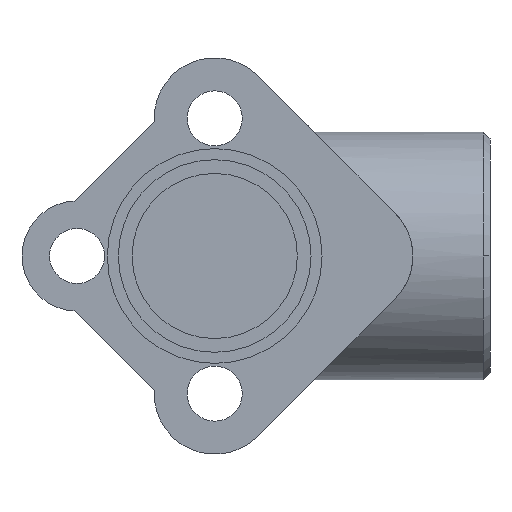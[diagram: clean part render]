
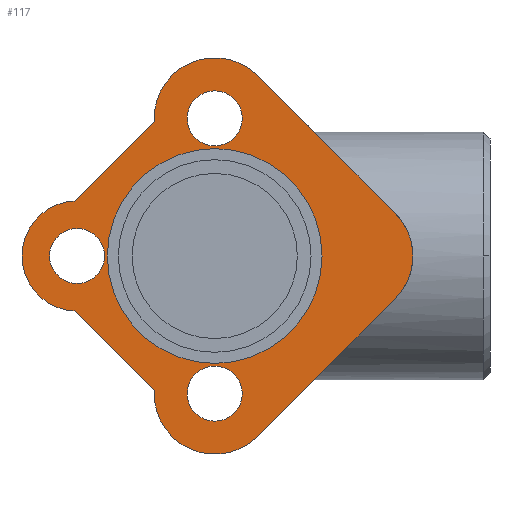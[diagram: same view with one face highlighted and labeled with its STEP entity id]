
A CAD part, front view. The second image highlights one B-rep face of the part: STEP entity #117.
In plain terms, the highlighted planar face has unit normal (0, -1, 0).
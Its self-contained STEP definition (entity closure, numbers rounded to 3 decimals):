
#117=ADVANCED_FACE('',(#210,#211,#212,#213,#214),#215,.F.);
#210=FACE_BOUND('',#308,.T.);
#211=FACE_BOUND('',#309,.T.);
#212=FACE_BOUND('',#310,.T.);
#213=FACE_BOUND('',#311,.T.);
#214=FACE_OUTER_BOUND('',#312,.T.);
#215=PLANE('',#313);
#308=EDGE_LOOP('',(#659,#660));
#309=EDGE_LOOP('',(#661,#662));
#310=EDGE_LOOP('',(#663,#664));
#311=EDGE_LOOP('',(#665,#666));
#312=EDGE_LOOP('',(#667,#668,#669,#670,#671,#672,#673,#674,#675,#676,#677));
#313=AXIS2_PLACEMENT_3D('',#678,#679,#680);
#659=ORIENTED_EDGE('',*,*,#807,.T.);
#660=ORIENTED_EDGE('',*,*,#691,.T.);
#661=ORIENTED_EDGE('',*,*,#805,.T.);
#662=ORIENTED_EDGE('',*,*,#695,.T.);
#663=ORIENTED_EDGE('',*,*,#804,.T.);
#664=ORIENTED_EDGE('',*,*,#699,.T.);
#665=ORIENTED_EDGE('',*,*,#803,.T.);
#666=ORIENTED_EDGE('',*,*,#703,.T.);
#667=ORIENTED_EDGE('',*,*,#802,.T.);
#668=ORIENTED_EDGE('',*,*,#707,.T.);
#669=ORIENTED_EDGE('',*,*,#801,.F.);
#670=ORIENTED_EDGE('',*,*,#799,.F.);
#671=ORIENTED_EDGE('',*,*,#711,.F.);
#672=ORIENTED_EDGE('',*,*,#798,.T.);
#673=ORIENTED_EDGE('',*,*,#796,.F.);
#674=ORIENTED_EDGE('',*,*,#794,.T.);
#675=ORIENTED_EDGE('',*,*,#713,.F.);
#676=ORIENTED_EDGE('',*,*,#793,.F.);
#677=ORIENTED_EDGE('',*,*,#791,.T.);
#678=CARTESIAN_POINT('',(10.0,0.,-10.0));
#679=DIRECTION('',(0.,1.0,0.));
#680=DIRECTION('',(0.707,0.0,0.707));
#691=EDGE_CURVE('',#809,#813,#815,.T.);
#695=EDGE_CURVE('',#817,#821,#823,.T.);
#699=EDGE_CURVE('',#825,#829,#831,.T.);
#703=EDGE_CURVE('',#833,#837,#839,.T.);
#707=EDGE_CURVE('',#841,#845,#847,.T.);
#711=EDGE_CURVE('',#853,#849,#855,.T.);
#713=EDGE_CURVE('',#856,#859,#860,.T.);
#791=EDGE_CURVE('',#986,#984,#987,.T.);
#793=EDGE_CURVE('',#986,#856,#989,.T.);
#794=EDGE_CURVE('',#990,#859,#991,.T.);
#796=EDGE_CURVE('',#990,#993,#994,.T.);
#798=EDGE_CURVE('',#853,#993,#996,.T.);
#799=EDGE_CURVE('',#849,#997,#998,.T.);
#801=EDGE_CURVE('',#997,#845,#1000,.T.);
#802=EDGE_CURVE('',#984,#841,#1001,.T.);
#803=EDGE_CURVE('',#837,#833,#1002,.T.);
#804=EDGE_CURVE('',#829,#825,#1003,.T.);
#805=EDGE_CURVE('',#821,#817,#1004,.T.);
#807=EDGE_CURVE('',#813,#809,#1006,.T.);
#809=VERTEX_POINT('',#1008);
#813=VERTEX_POINT('',#1013);
#815=CIRCLE('',#1016,15.6);
#817=VERTEX_POINT('',#1018);
#821=VERTEX_POINT('',#1023);
#823=CIRCLE('',#1026,4.0);
#825=VERTEX_POINT('',#1028);
#829=VERTEX_POINT('',#1033);
#831=CIRCLE('',#1036,4.0);
#833=VERTEX_POINT('',#1038);
#837=VERTEX_POINT('',#1043);
#839=CIRCLE('',#1046,4.0);
#841=VERTEX_POINT('',#1048);
#845=VERTEX_POINT('',#1053);
#847=CIRCLE('',#1056,8.0);
#849=VERTEX_POINT('',#1058);
#853=VERTEX_POINT('',#1063);
#855=CIRCLE('',#1066,8.8);
#856=VERTEX_POINT('',#1067);
#859=VERTEX_POINT('',#1071);
#860=CIRCLE('',#1072,8.8);
#984=VERTEX_POINT('',#1558);
#986=VERTEX_POINT('',#1561);
#987=LINE('',#1562,#1563);
#989=CIRCLE('',#1566,8.8);
#990=VERTEX_POINT('',#1567);
#991=LINE('',#1568,#1569);
#993=VERTEX_POINT('',#1572);
#994=CIRCLE('',#1573,8.8);
#996=LINE('',#1576,#1577);
#997=VERTEX_POINT('',#1578);
#998=CIRCLE('',#1579,8.8);
#1000=LINE('',#1582,#1583);
#1001=CIRCLE('',#1584,8.0);
#1002=CIRCLE('',#1585,4.0);
#1003=CIRCLE('',#1586,4.0);
#1004=CIRCLE('',#1587,4.0);
#1006=CIRCLE('',#1589,15.6);
#1008=CARTESIAN_POINT('',(-15.6,0.,0.));
#1013=CARTESIAN_POINT('',(15.6,0.,0.));
#1016=AXIS2_PLACEMENT_3D('',#1595,#1596,#1597);
#1018=CARTESIAN_POINT('',(-4.0,0.,20.0));
#1023=CARTESIAN_POINT('',(4.0,0.,20.0));
#1026=AXIS2_PLACEMENT_3D('',#1603,#1604,#1605);
#1028=CARTESIAN_POINT('',(-20.0,0.,-4.0));
#1033=CARTESIAN_POINT('',(-20.0,0.,4.0));
#1036=AXIS2_PLACEMENT_3D('',#1611,#1612,#1613);
#1038=CARTESIAN_POINT('',(4.0,0.,-20.0));
#1043=CARTESIAN_POINT('',(-4.0,0.,-20.0));
#1046=AXIS2_PLACEMENT_3D('',#1619,#1620,#1621);
#1048=CARTESIAN_POINT('',(-28.0,0.0,0.));
#1053=CARTESIAN_POINT('',(-20.29,0.0,-7.995));
#1056=AXIS2_PLACEMENT_3D('',#1627,#1628,#1629);
#1058=CARTESIAN_POINT('',(-6.223,0.,-26.223));
#1063=CARTESIAN_POINT('',(6.223,0.,-26.223));
#1066=AXIS2_PLACEMENT_3D('',#1635,#1636,#1637);
#1067=CARTESIAN_POINT('',(-6.223,0.,26.223));
#1071=CARTESIAN_POINT('',(6.223,0.,26.223));
#1072=AXIS2_PLACEMENT_3D('',#1639,#1640,#1641);
#1558=CARTESIAN_POINT('',(-20.29,0.0,7.995));
#1561=CARTESIAN_POINT('',(-8.786,0.0,19.499));
#1562=CARTESIAN_POINT('',(-14.142,0.0,14.142));
#1563=VECTOR('',#1793,1.0);
#1566=AXIS2_PLACEMENT_3D('',#1795,#1796,#1797);
#1567=CARTESIAN_POINT('',(26.223,0.,6.223));
#1568=CARTESIAN_POINT('',(26.223,0.,6.223));
#1569=VECTOR('',#1798,1.0);
#1572=CARTESIAN_POINT('',(26.223,0.,-6.223));
#1573=AXIS2_PLACEMENT_3D('',#1800,#1801,#1802);
#1576=CARTESIAN_POINT('',(6.223,0.,-26.223));
#1577=VECTOR('',#1804,1.0);
#1578=CARTESIAN_POINT('',(-8.786,0.0,-19.499));
#1579=AXIS2_PLACEMENT_3D('',#1805,#1806,#1807);
#1582=CARTESIAN_POINT('',(-14.142,0.0,-14.142));
#1583=VECTOR('',#1809,1.0);
#1584=AXIS2_PLACEMENT_3D('',#1810,#1811,#1812);
#1585=AXIS2_PLACEMENT_3D('',#1813,#1814,#1815);
#1586=AXIS2_PLACEMENT_3D('',#1816,#1817,#1818);
#1587=AXIS2_PLACEMENT_3D('',#1819,#1820,#1821);
#1589=AXIS2_PLACEMENT_3D('',#1825,#1826,#1827);
#1595=CARTESIAN_POINT('',(0.0,0.,0.0));
#1596=DIRECTION('',(0.,1.0,0.));
#1597=DIRECTION('',(-1.0,0.,0.));
#1603=CARTESIAN_POINT('',(0.,0.0,20.0));
#1604=DIRECTION('',(0.,1.0,0.));
#1605=DIRECTION('',(-1.0,0.,0.));
#1611=CARTESIAN_POINT('',(-20.0,0.0,0.));
#1612=DIRECTION('',(0.,1.0,0.));
#1613=DIRECTION('',(0.,0.,-1.0));
#1619=CARTESIAN_POINT('',(0.0,0.0,-20.0));
#1620=DIRECTION('',(0.,1.0,0.));
#1621=DIRECTION('',(1.0,0.,0.));
#1627=CARTESIAN_POINT('',(-20.0,0.0,0.0));
#1628=DIRECTION('',(0.0,-1.0,0.0));
#1629=DIRECTION('',(1.0,0.0,0.0));
#1635=CARTESIAN_POINT('',(0.0,0.,-20.0));
#1636=DIRECTION('',(0.,1.0,0.));
#1637=DIRECTION('',(0.707,0.0,0.707));
#1639=CARTESIAN_POINT('',(0.,0.,20.0));
#1640=DIRECTION('',(0.,1.0,0.));
#1641=DIRECTION('',(-0.707,0.0,0.707));
#1793=DIRECTION('',(-0.707,0.0,-0.707));
#1795=CARTESIAN_POINT('',(0.,0.,20.0));
#1796=DIRECTION('',(0.,1.0,0.));
#1797=DIRECTION('',(-0.707,0.0,0.707));
#1798=DIRECTION('',(-0.707,0.0,0.707));
#1800=CARTESIAN_POINT('',(20.0,0.,0.));
#1801=DIRECTION('',(0.,1.0,0.));
#1802=DIRECTION('',(0.707,0.0,0.707));
#1804=DIRECTION('',(0.707,0.0,0.707));
#1805=CARTESIAN_POINT('',(0.0,0.,-20.0));
#1806=DIRECTION('',(0.,1.0,0.));
#1807=DIRECTION('',(0.707,0.0,0.707));
#1809=DIRECTION('',(-0.707,0.0,0.707));
#1810=CARTESIAN_POINT('',(-20.0,0.0,0.0));
#1811=DIRECTION('',(0.0,-1.0,0.0));
#1812=DIRECTION('',(1.0,0.0,0.0));
#1813=CARTESIAN_POINT('',(0.0,0.0,-20.0));
#1814=DIRECTION('',(0.,1.0,0.));
#1815=DIRECTION('',(1.0,0.,0.));
#1816=CARTESIAN_POINT('',(-20.0,0.0,0.));
#1817=DIRECTION('',(0.,1.0,0.));
#1818=DIRECTION('',(0.,0.,-1.0));
#1819=CARTESIAN_POINT('',(0.,0.0,20.0));
#1820=DIRECTION('',(0.,1.0,0.));
#1821=DIRECTION('',(-1.0,0.,0.));
#1825=CARTESIAN_POINT('',(0.0,0.,0.0));
#1826=DIRECTION('',(0.,1.0,0.));
#1827=DIRECTION('',(-1.0,0.,0.));
